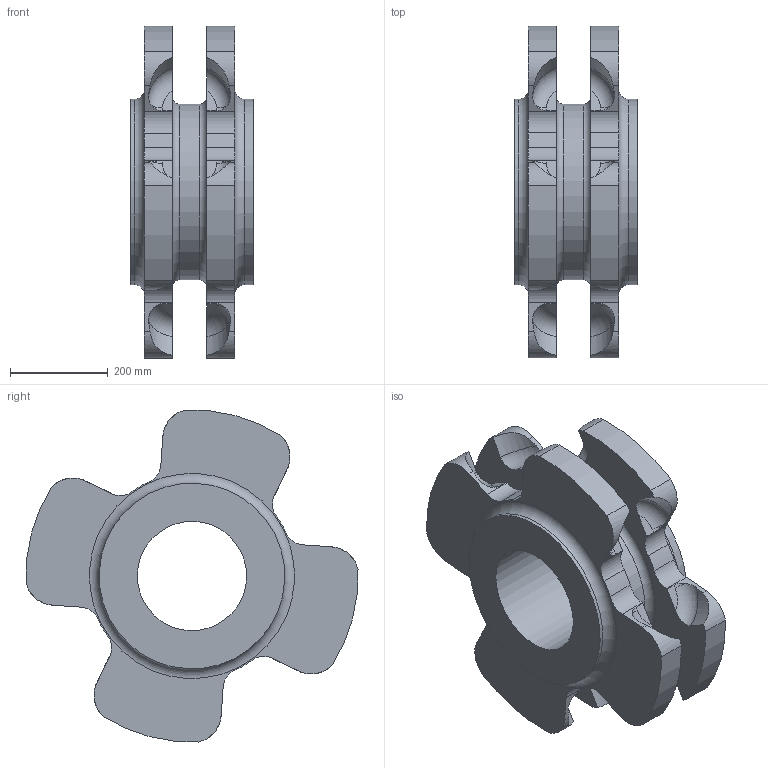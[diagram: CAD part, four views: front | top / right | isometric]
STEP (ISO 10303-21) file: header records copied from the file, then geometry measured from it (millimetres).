
FILE_DESCRIPTION((''),'2;1');
FILE_NAME('Kettenrad-Test.stp','2013-10-22T09:55:55',('Walter'),(''),'Autodesk Inventor 2013','Autodesk Inventor 2013','');
FILE_SCHEMA(('AUTOMOTIVE_DESIGN { 1 0 10303 214 1 1 1 1 }'));
Length unit declared in the file: millimetre
Products named in the file (1): 1
Bounding box: 250 x 679.48 x 679.48 mm (x, y, z)
Volume: 34694197 mm3; surface area: 1372966.3 mm2
Topology: 1 solids, 1 shells, 142 faces, 404 edges, 268 vertices
Faces by surface type: cylinder 84, plane 38, torus 20
Full cylindrical faces by diameter (mm): 224 x1, 360 x1, 380 x2
Entity records: 5293 total; most frequent: CARTESIAN_POINT 1495, DIRECTION 822, ORIENTED_EDGE 792, EDGE_CURVE 396, AXIS2_PLACEMENT_3D 331, VERTEX_POINT 268, VECTOR 160, LINE 160
